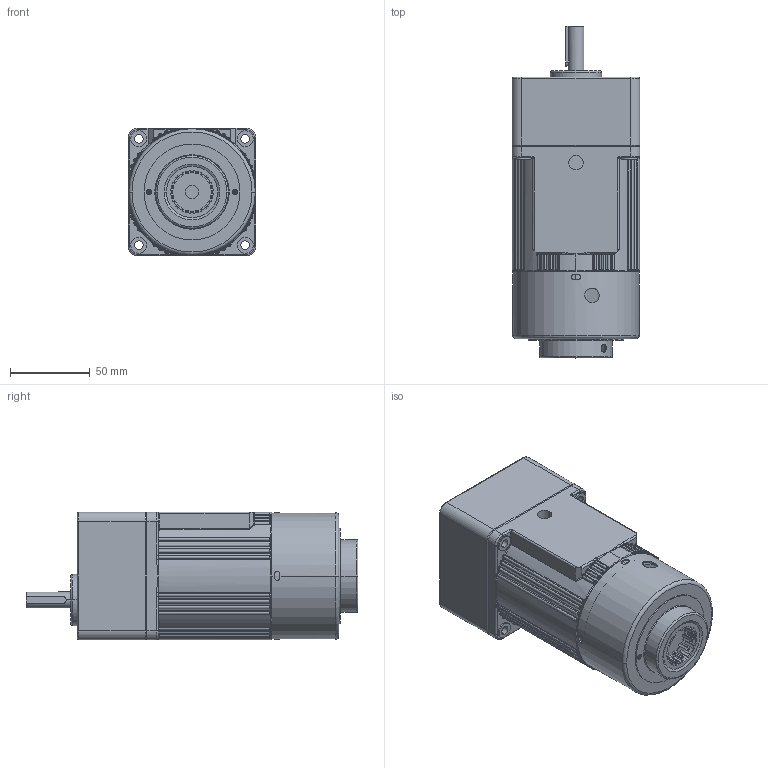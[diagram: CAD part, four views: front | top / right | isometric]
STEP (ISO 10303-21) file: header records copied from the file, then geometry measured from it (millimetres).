
FILE_DESCRIPTION (( 'STEP AP214' ), '1' );
FILE_NAME ('4IK25R-M+4GN18-300K.STEP', '2023-12-04T08:01:02', ( '' ), ( '' ), 'SwSTEP 2.0', 'SolidWorks 2021', '' );
FILE_SCHEMA (( 'AUTOMOTIVE_DESIGN' ));
Length unit declared in the file: millimetre
Products named in the file (7): 4IK25A.STEP_蕼偞; ____________-0.STEP_蕼偞; 4GN18-300K.STEP_蕼偞; 80________.STEP_蕼偞; 4IK25R-M+4GN18-300K; ____________2.STEP_蕼偞; ____________.STEP_蕼偞
Assembly tree (6 placements, depth 3):
  4IK25R-M+4GN18-300K
    ____________.STEP_蕼偞
      ____________-0.STEP_蕼偞
      ____________2.STEP_蕼偞
    4IK25A.STEP_蕼偞
    80________.STEP_蕼偞
    4GN18-300K.STEP_蕼偞
Bounding box: 80 x 207.5 x 80 mm (x, y, z)
Volume: 282266.8 mm3; surface area: 112621.8 mm2
Topology: 4 solids, 5 shells, 1037 faces, 2578 edges, 1535 vertices
Faces by surface type: cylinder 352, torus 210, bspline 191, plane 156, sphere 74, cone 54
Entity records: 40413 total; most frequent: CARTESIAN_POINT 16423, DIRECTION 5117, ORIENTED_EDGE 5044, EDGE_CURVE 2522, AXIS2_PLACEMENT_3D 2205, VERTEX_POINT 1524, CIRCLE 1349, EDGE_LOOP 1110
